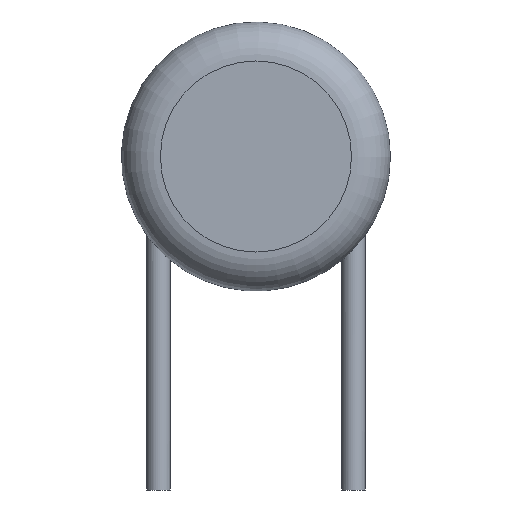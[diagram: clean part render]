
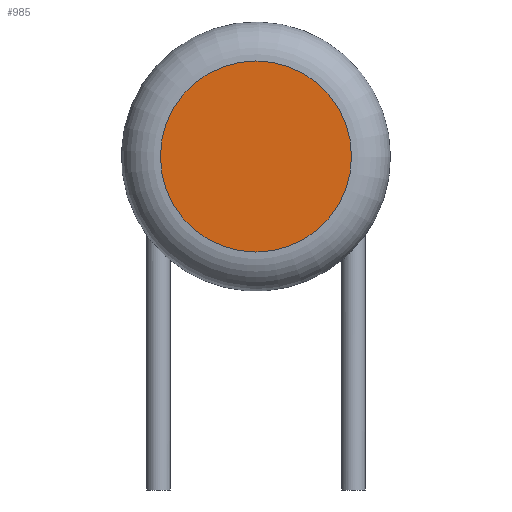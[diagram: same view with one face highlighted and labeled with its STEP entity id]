
A CAD part, front view. The second image highlights one B-rep face of the part: STEP entity #985.
In plain terms, the highlighted planar face has unit normal (0, -1, 0).
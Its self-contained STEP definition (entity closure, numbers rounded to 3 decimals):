
#437 = TOROIDAL_SURFACE('',#438,2.45,1.);
#438 = AXIS2_PLACEMENT_3D('',#439,#440,#441);
#439 = CARTESIAN_POINT('',(0.,-0.15,6.55));
#440 = DIRECTION('',(0.,-1.,0.));
#441 = DIRECTION('',(1.,0.,0.));
#925 = VERTEX_POINT('',#926);
#926 = CARTESIAN_POINT('',(2.45,-1.15,6.55));
#946 = EDGE_CURVE('',#925,#925,#947,.T.);
#947 = SURFACE_CURVE('',#948,(#953,#960),.PCURVE_S1.);
#948 = CIRCLE('',#949,2.45);
#949 = AXIS2_PLACEMENT_3D('',#950,#951,#952);
#950 = CARTESIAN_POINT('',(0.,-1.15,6.55));
#951 = DIRECTION('',(0.,-1.,0.));
#952 = DIRECTION('',(1.,0.,0.));
#953 = PCURVE('',#437,#954);
#954 = DEFINITIONAL_REPRESENTATION('',(#955),#959);
#955 = LINE('',#956,#957);
#956 = CARTESIAN_POINT('',(0.,1.571));
#957 = VECTOR('',#958,1.);
#958 = DIRECTION('',(1.,0.));
#959 = ( GEOMETRIC_REPRESENTATION_CONTEXT(2) 
PARAMETRIC_REPRESENTATION_CONTEXT() REPRESENTATION_CONTEXT('2D SPACE',''
  ) );
#960 = PCURVE('',#961,#966);
#961 = PLANE('',#962);
#962 = AXIS2_PLACEMENT_3D('',#963,#964,#965);
#963 = CARTESIAN_POINT('',(0.,-1.15,6.55));
#964 = DIRECTION('',(0.,-1.,0.));
#965 = DIRECTION('',(0.,0.,-1.));
#966 = DEFINITIONAL_REPRESENTATION('',(#967),#971);
#967 = CIRCLE('',#968,2.45);
#968 = AXIS2_PLACEMENT_2D('',#969,#970);
#969 = CARTESIAN_POINT('',(0.,0.));
#970 = DIRECTION('',(0.,1.));
#971 = ( GEOMETRIC_REPRESENTATION_CONTEXT(2) 
PARAMETRIC_REPRESENTATION_CONTEXT() REPRESENTATION_CONTEXT('2D SPACE',''
  ) );
#985 = ADVANCED_FACE('',(#986),#961,.T.);
#986 = FACE_BOUND('',#987,.T.);
#987 = EDGE_LOOP('',(#988));
#988 = ORIENTED_EDGE('',*,*,#946,.T.);
